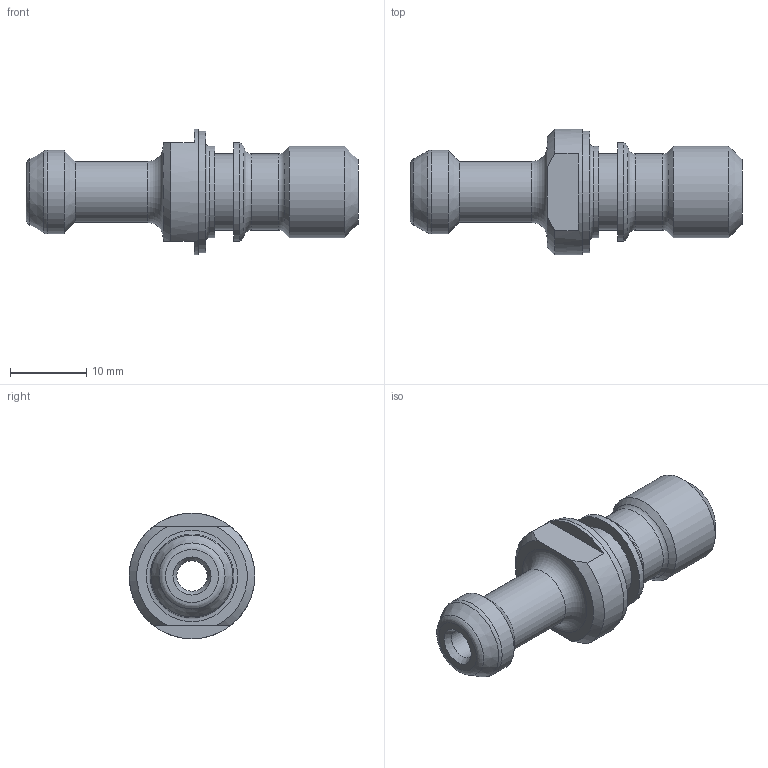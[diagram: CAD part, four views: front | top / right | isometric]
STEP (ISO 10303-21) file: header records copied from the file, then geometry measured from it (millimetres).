
FILE_DESCRIPTION(/* description */ ('ENG-091221'),/* implementation_level */ '2;1');
FILE_NAME(/* name */ 'ENG-091221_-.stp',/* time_stamp */ '2021-04-28T13:48:32+02:00',/* author */ ('Angermaier'),/* organization */ (''),/* preprocessor_version */ 'ST-DEVELOPER v17.2',/* originating_system */ 'Autodesk Inventor 2019',/* authorisation */ '');
FILE_SCHEMA (('AUTOMOTIVE_DESIGN { 1 0 10303 214 3 1 1 }'));
Length unit declared in the file: millimetre
Products named in the file (1): 00903018_Robodrill
Bounding box: 43.6 x 16.5 x 16.5 mm (x, y, z)
Volume: 3605.3 mm3; surface area: 2496 mm2
Topology: 1 solids, 1 shells, 36 faces, 99 edges, 70 vertices
Faces by surface type: plane 11, cylinder 10, cone 9, torus 6
Full cylindrical faces by diameter (mm): 4 x1, 8 x1, 10 x2, 11 x1, 12 x2, 13 x1, 16 x1, 16.5 x1
Entity records: 1250 total; most frequent: DIRECTION 239, CARTESIAN_POINT 214, ORIENTED_EDGE 198, AXIS2_PLACEMENT_3D 107, EDGE_CURVE 99, CIRCLE 70, VERTEX_POINT 70, EDGE_LOOP 43
